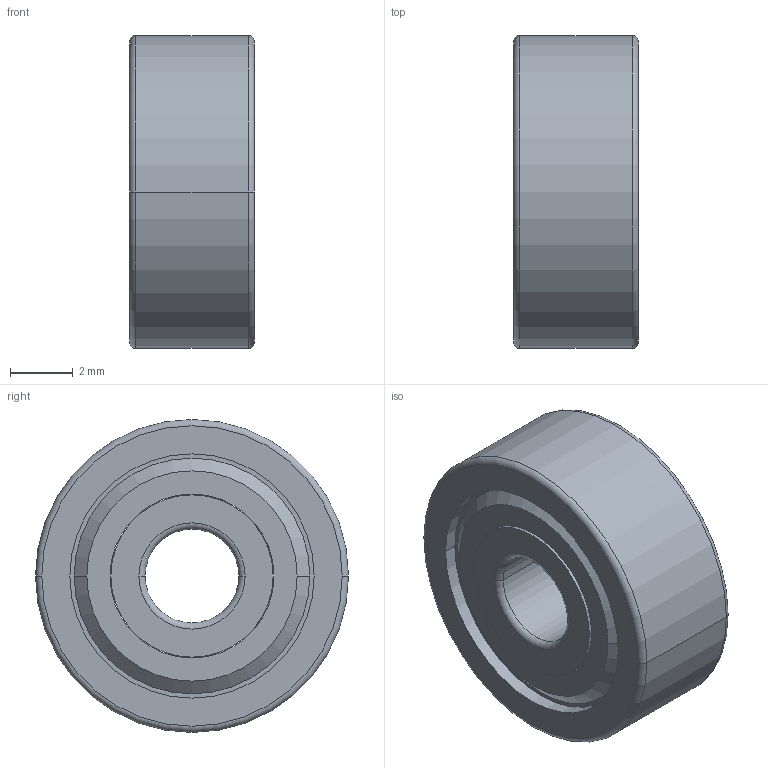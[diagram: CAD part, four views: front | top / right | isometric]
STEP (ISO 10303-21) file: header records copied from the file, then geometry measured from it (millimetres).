
FILE_DESCRIPTION((''),'2;1');
FILE_NAME('623HZZ','2025-07-26T',('SYSTEM'),(''),'PRO/ENGINEER BY PARAMETRIC TECHNOLOGY CORPORATION, 2016360','PRO/ENGINEER BY PARAMETRIC TECHNOLOGY CORPORATION, 2016360','');
FILE_SCHEMA(('AUTOMOTIVE_DESIGN { 1 0 10303 214 1 1 1 1 }'));
Length unit declared in the file: inch
Products named in the file (1): 623HZZ
Bounding box: 3.99 x 10.01 x 10.01 mm (x, y, z)
Volume: 225.7 mm3; surface area: 672.9 mm2
Topology: 3 solids, 3 shells, 80 faces, 190 edges, 106 vertices
Faces by surface type: sphere 28, cylinder 24, torus 12, plane 12, cone 4
Entity records: 2861 total; most frequent: CARTESIAN_POINT 840, DIRECTION 398, ORIENTED_EDGE 324, AXIS2_PLACEMENT_3D 184, EDGE_CURVE 162, COLOUR_RGB 114, VERTEX_POINT 106, EDGE_LOOP 104
